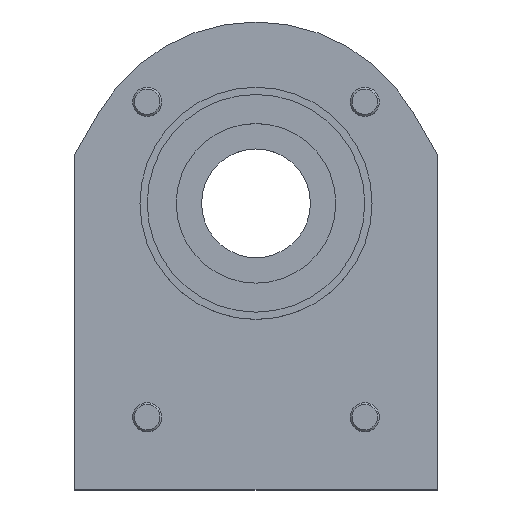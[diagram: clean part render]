
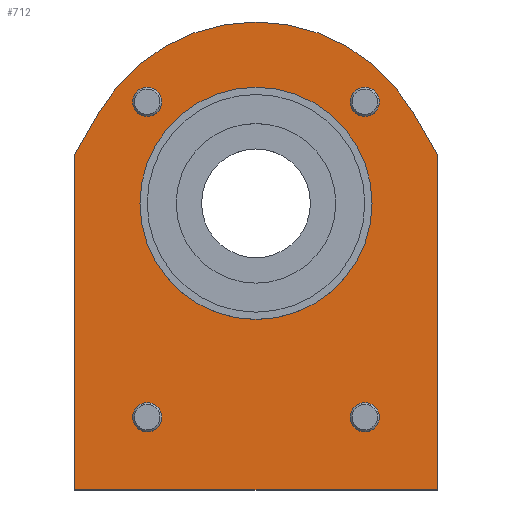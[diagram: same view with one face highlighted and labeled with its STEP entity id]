
A CAD part, top view. The second image highlights one B-rep face of the part: STEP entity #712.
In plain terms, the highlighted planar face has unit normal (0, 0, 1).
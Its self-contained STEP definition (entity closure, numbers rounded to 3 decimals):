
#76=CARTESIAN_POINT('',(-13.,10.,5.));
#77=VERTEX_POINT('',#76);
#78=CARTESIAN_POINT('',(-17.,10.,5.));
#79=VERTEX_POINT('',#78);
#80=CARTESIAN_POINT('',(-15.,10.,5.));
#81=DIRECTION('',(1.,0.,0.));
#82=DIRECTION('',(0.,0.,1.));
#83=AXIS2_PLACEMENT_3D('',#80,#82,#81);
#84=CIRCLE('',#83,2.);
#85=EDGE_CURVE('',#77,#79,#84,.T.);
#96=CARTESIAN_POINT('',(-15.,10.,5.));
#97=DIRECTION('',(-1.,0.,0.));
#98=DIRECTION('',(-0.,0.,1.));
#99=AXIS2_PLACEMENT_3D('',#96,#98,#97);
#100=CIRCLE('',#99,2.);
#101=EDGE_CURVE('',#79,#77,#100,.T.);
#172=CARTESIAN_POINT('',(17.,10.,5.));
#173=VERTEX_POINT('',#172);
#174=CARTESIAN_POINT('',(13.,10.,5.));
#175=VERTEX_POINT('',#174);
#176=CARTESIAN_POINT('',(15.,10.,5.));
#177=DIRECTION('',(1.,0.,0.));
#178=DIRECTION('',(0.,0.,1.));
#179=AXIS2_PLACEMENT_3D('',#176,#178,#177);
#180=CIRCLE('',#179,2.);
#181=EDGE_CURVE('',#173,#175,#180,.T.);
#192=CARTESIAN_POINT('',(15.,10.,5.));
#193=DIRECTION('',(-1.,0.,0.));
#194=DIRECTION('',(-0.,0.,1.));
#195=AXIS2_PLACEMENT_3D('',#192,#194,#193);
#196=CIRCLE('',#195,2.);
#197=EDGE_CURVE('',#175,#173,#196,.T.);
#268=CARTESIAN_POINT('',(17.,53.473,5.));
#269=VERTEX_POINT('',#268);
#270=CARTESIAN_POINT('',(13.,53.473,5.));
#271=VERTEX_POINT('',#270);
#272=CARTESIAN_POINT('',(15.,53.473,5.));
#273=DIRECTION('',(1.,0.,0.));
#274=DIRECTION('',(0.,0.,1.));
#275=AXIS2_PLACEMENT_3D('',#272,#274,#273);
#276=CIRCLE('',#275,2.);
#277=EDGE_CURVE('',#269,#271,#276,.T.);
#288=CARTESIAN_POINT('',(15.,53.473,5.));
#289=DIRECTION('',(-1.,0.,0.));
#290=DIRECTION('',(-0.,0.,1.));
#291=AXIS2_PLACEMENT_3D('',#288,#290,#289);
#292=CIRCLE('',#291,2.);
#293=EDGE_CURVE('',#271,#269,#292,.T.);
#364=CARTESIAN_POINT('',(-13.,53.473,5.));
#365=VERTEX_POINT('',#364);
#366=CARTESIAN_POINT('',(-17.,53.473,5.));
#367=VERTEX_POINT('',#366);
#368=CARTESIAN_POINT('',(-15.,53.473,5.));
#369=DIRECTION('',(1.,0.,0.));
#370=DIRECTION('',(0.,0.,1.));
#371=AXIS2_PLACEMENT_3D('',#368,#370,#369);
#372=CIRCLE('',#371,2.);
#373=EDGE_CURVE('',#365,#367,#372,.T.);
#384=CARTESIAN_POINT('',(-15.,53.473,5.));
#385=DIRECTION('',(-1.,0.,0.));
#386=DIRECTION('',(-0.,0.,1.));
#387=AXIS2_PLACEMENT_3D('',#384,#386,#385);
#388=CIRCLE('',#387,2.);
#389=EDGE_CURVE('',#367,#365,#388,.T.);
#593=CARTESIAN_POINT('',(-16.,39.5,5.));
#594=VERTEX_POINT('',#593);
#601=CARTESIAN_POINT('',(16.,39.5,5.));
#602=VERTEX_POINT('',#601);
#603=CARTESIAN_POINT('',(0.,39.5,5.));
#604=DIRECTION('',(-1.,0.,0.));
#605=DIRECTION('',(-0.,0.,1.));
#606=AXIS2_PLACEMENT_3D('',#603,#605,#604);
#607=CIRCLE('',#606,16.);
#608=EDGE_CURVE('',#594,#602,#607,.T.);
#610=CARTESIAN_POINT('',(0.,39.5,5.));
#611=DIRECTION('',(1.,0.,0.));
#612=DIRECTION('',(0.,0.,1.));
#613=AXIS2_PLACEMENT_3D('',#610,#612,#611);
#614=CIRCLE('',#613,16.);
#615=EDGE_CURVE('',#602,#594,#614,.T.);
#636=CARTESIAN_POINT('',(0.,32.25,5.));
#637=DIRECTION('',(1.,0.,0.));
#638=DIRECTION('',(0.,0.,1.));
#639=AXIS2_PLACEMENT_3D('',#636,#638,#637);
#640=PLANE('',#639);
#641=CARTESIAN_POINT('',(-25.,0.,5.));
#642=VERTEX_POINT('',#641);
#643=CARTESIAN_POINT('',(25.,0.,5.));
#644=VERTEX_POINT('',#643);
#645=CARTESIAN_POINT('',(-25.,0.,5.));
#646=DIRECTION('',(1.,0.,0.));
#647=VECTOR('',#646,50.);
#648=LINE('',#645,#647);
#649=EDGE_CURVE('',#642,#644,#648,.T.);
#650=ORIENTED_EDGE('E53',*,*,#649,.T.);
#651=CARTESIAN_POINT('',(25.,46.199,5.));
#652=VERTEX_POINT('',#651);
#653=CARTESIAN_POINT('',(25.,0.,5.));
#654=DIRECTION('',(0.,1.,0.));
#655=VECTOR('',#654,46.199);
#656=LINE('',#653,#655);
#657=EDGE_CURVE('',#644,#652,#656,.T.);
#658=ORIENTED_EDGE('E54',*,*,#657,.T.);
#659=CARTESIAN_POINT('',(21.651,52.,5.));
#660=VERTEX_POINT('',#659);
#661=CARTESIAN_POINT('',(25.,46.199,5.));
#662=DIRECTION('',(-0.5,0.866,0.));
#663=VECTOR('',#662,6.699);
#664=LINE('',#661,#663);
#665=EDGE_CURVE('',#652,#660,#664,.T.);
#666=ORIENTED_EDGE('E55',*,*,#665,.T.);
#667=CARTESIAN_POINT('',(-21.651,52.,5.));
#668=VERTEX_POINT('',#667);
#669=CARTESIAN_POINT('',(0.,39.5,5.));
#670=DIRECTION('',(0.866,0.5,0.));
#671=DIRECTION('',(0.,0.,1.));
#672=AXIS2_PLACEMENT_3D('',#669,#671,#670);
#673=CIRCLE('',#672,25.);
#674=EDGE_CURVE('',#660,#668,#673,.T.);
#675=ORIENTED_EDGE('E56',*,*,#674,.T.);
#676=CARTESIAN_POINT('',(-25.,46.199,5.));
#677=VERTEX_POINT('',#676);
#678=CARTESIAN_POINT('',(-21.651,52.,5.));
#679=DIRECTION('',(-0.5,-0.866,0.));
#680=VECTOR('',#679,6.699);
#681=LINE('',#678,#680);
#682=EDGE_CURVE('',#668,#677,#681,.T.);
#683=ORIENTED_EDGE('E57',*,*,#682,.T.);
#684=CARTESIAN_POINT('',(-25.,46.199,5.));
#685=DIRECTION('',(0.,-1.,0.));
#686=VECTOR('',#685,46.199);
#687=LINE('',#684,#686);
#688=EDGE_CURVE('',#677,#642,#687,.T.);
#689=ORIENTED_EDGE('E58',*,*,#688,.T.);
#690=EDGE_LOOP('',(#650,#658,#666,#675,#683,#689));
#691=FACE_OUTER_BOUND('',#690,.T.);
#692=ORIENTED_EDGE('',*,*,#608,.F.);
#693=ORIENTED_EDGE('',*,*,#615,.F.);
#694=EDGE_LOOP('',(#692,#693));
#695=FACE_BOUND('',#694,.T.);
#696=ORIENTED_EDGE('',*,*,#293,.F.);
#697=ORIENTED_EDGE('',*,*,#277,.F.);
#698=EDGE_LOOP('',(#696,#697));
#699=FACE_BOUND('',#698,.T.);
#700=ORIENTED_EDGE('',*,*,#389,.F.);
#701=ORIENTED_EDGE('',*,*,#373,.F.);
#702=EDGE_LOOP('',(#700,#701));
#703=FACE_BOUND('',#702,.T.);
#704=ORIENTED_EDGE('',*,*,#101,.F.);
#705=ORIENTED_EDGE('',*,*,#85,.F.);
#706=EDGE_LOOP('',(#704,#705));
#707=FACE_BOUND('',#706,.T.);
#708=ORIENTED_EDGE('',*,*,#197,.F.);
#709=ORIENTED_EDGE('',*,*,#181,.F.);
#710=EDGE_LOOP('',(#708,#709));
#711=FACE_BOUND('',#710,.T.);
#712=ADVANCED_FACE('F19',(#691,#695,#699,#703,#707,#711),#640,.T.);
